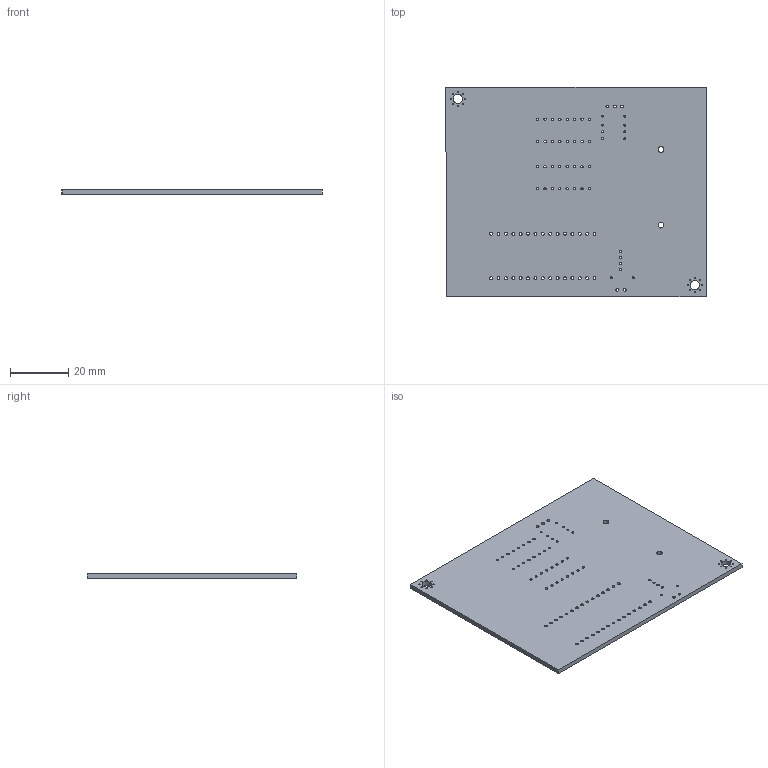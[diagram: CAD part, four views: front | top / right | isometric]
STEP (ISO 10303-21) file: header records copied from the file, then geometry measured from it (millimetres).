
FILE_DESCRIPTION(('KiCad electronic assembly'),'2;1');
FILE_NAME('GB-Dumper.step','2022-10-03T14:34:11',('Pcbnew'),('Kicad'), 'Open CASCADE STEP processor 7.6','KiCad to STEP converter','Unknown' );
FILE_SCHEMA(('AUTOMOTIVE_DESIGN { 1 0 10303 214 1 1 1 1 }'));
Length unit declared in the file: millimetre
Products named in the file (2): GB-Dumper 1; GB-Dumper PCB
Assembly tree (1 placements, depth 2):
  GB-Dumper 1
    GB-Dumper PCB
Bounding box: 89.46 x 72 x 1.6 mm (x, y, z)
Volume: 10177.9 mm3; surface area: 13687.3 mm2
Topology: 1 solids, 1 shells, 107 faces, 315 edges, 210 vertices
Faces by surface type: cylinder 101, plane 6
Full cylindrical faces by diameter (mm): 0.5 x16, 0.7 x10, 0.8 x36, 1 x35, 2 x2, 3.2 x2
Entity records: 8843 total; most frequent: CARTESIAN_POINT 2476, DIRECTION 1163, ORIENTED_EDGE 630, PCURVE 630, DEFINITIONAL_REPRESENTATION 630, LINE 541, VECTOR 541, EDGE_CURVE 315
